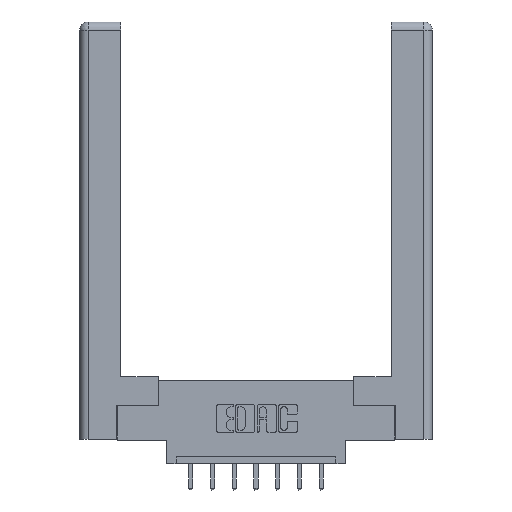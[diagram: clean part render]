
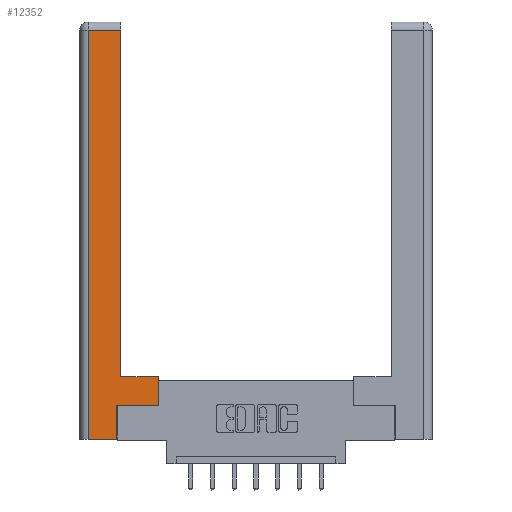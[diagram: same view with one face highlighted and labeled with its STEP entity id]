
A CAD part, top view. The second image highlights one B-rep face of the part: STEP entity #12352.
In plain terms, the highlighted planar face has unit normal (0, 0, 1).
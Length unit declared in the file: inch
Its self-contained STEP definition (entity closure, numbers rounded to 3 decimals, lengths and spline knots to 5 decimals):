
#244 = LINE ( 'NONE', #1546, #1678 ) ;
#280 = CARTESIAN_POINT ( 'NONE',  ( 0.565, 0.45, 0. ) ) ;
#449 = EDGE_CURVE ( 'NONE', #7660, #3832, #7453, .T. ) ;
#518 = ORIENTED_EDGE ( 'NONE', *, *, #12326, .T. ) ;
#717 = PLANE ( 'NONE',  #4154 ) ;
#785 = DIRECTION ( 'NONE',  ( 1., 0., 0. ) ) ;
#944 = CARTESIAN_POINT ( 'NONE',  ( 0.0615, 0., 0. ) ) ;
#1546 = CARTESIAN_POINT ( 'NONE',  ( 0.265, 0.245, 0. ) ) ;
#1678 = VECTOR ( 'NONE', #10294, 39.37008 ) ;
#1707 = EDGE_CURVE ( 'NONE', #5746, #8284, #244, .T. ) ;
#1796 = VECTOR ( 'NONE', #785, 39.37008 ) ;
#2391 = EDGE_CURVE ( 'NONE', #3372, #8739, #3050, .T. ) ;
#2654 = CARTESIAN_POINT ( 'NONE',  ( 0.0615, 2.94, 0. ) ) ;
#2661 = LINE ( 'NONE', #6713, #11646 ) ;
#2748 = VECTOR ( 'NONE', #10625, 39.37008 ) ;
#2753 = ORIENTED_EDGE ( 'NONE', *, *, #449, .T. ) ;
#2772 = CARTESIAN_POINT ( 'NONE',  ( 0., 0., 0. ) ) ;
#3050 = LINE ( 'NONE', #7860, #2748 ) ;
#3372 = VERTEX_POINT ( 'NONE', #3543 ) ;
#3543 = CARTESIAN_POINT ( 'NONE',  ( 0.295, 2.94, 0. ) ) ;
#3698 = CARTESIAN_POINT ( 'NONE',  ( 0.565, 0.245, 0. ) ) ;
#3832 = VERTEX_POINT ( 'NONE', #280 ) ;
#4154 = AXIS2_PLACEMENT_3D ( 'NONE', #2772, #4674, #5654 ) ;
#4474 = CARTESIAN_POINT ( 'NONE',  ( 0.295, 0.45, 0. ) ) ;
#4563 = ORIENTED_EDGE ( 'NONE', *, *, #10028, .T. ) ;
#4674 = DIRECTION ( 'NONE',  ( 0., 0., -1. ) ) ;
#4793 = VECTOR ( 'NONE', #7820, 39.37008 ) ;
#4858 = VECTOR ( 'NONE', #7303, 39.37008 ) ;
#5501 = CARTESIAN_POINT ( 'NONE',  ( 0.295, 0.45, 0. ) ) ;
#5654 = DIRECTION ( 'NONE',  ( -1., 0., 0. ) ) ;
#5689 = VECTOR ( 'NONE', #7614, 39.37008 ) ;
#5746 = VERTEX_POINT ( 'NONE', #8111 ) ;
#6033 = LINE ( 'NONE', #944, #4793 ) ;
#6204 = LINE ( 'NONE', #8480, #1796 ) ;
#6713 = CARTESIAN_POINT ( 'NONE',  ( 0.295, 3., 0. ) ) ;
#6817 = VECTOR ( 'NONE', #11279, 39.37008 ) ;
#7303 = DIRECTION ( 'NONE',  ( 0., 1., 0. ) ) ;
#7453 = LINE ( 'NONE', #9286, #4858 ) ;
#7614 = DIRECTION ( 'NONE',  ( 1., 0., 0. ) ) ;
#7660 = VERTEX_POINT ( 'NONE', #10802 ) ;
#7710 = DIRECTION ( 'NONE',  ( 0., 1., 0. ) ) ;
#7820 = DIRECTION ( 'NONE',  ( 0., -1., 0. ) ) ;
#7860 = CARTESIAN_POINT ( 'NONE',  ( 0.0615, 2.94, 0. ) ) ;
#8111 = CARTESIAN_POINT ( 'NONE',  ( 0.265, 0., 0. ) ) ;
#8284 = VERTEX_POINT ( 'NONE', #9630 ) ;
#8354 = CARTESIAN_POINT ( 'NONE',  ( 0.0615, 0., 0. ) ) ;
#8376 = ORIENTED_EDGE ( 'NONE', *, *, #1707, .T. ) ;
#8480 = CARTESIAN_POINT ( 'NONE',  ( 0.265, 0., 0. ) ) ;
#8739 = VERTEX_POINT ( 'NONE', #2654 ) ;
#9191 = VERTEX_POINT ( 'NONE', #8354 ) ;
#9286 = CARTESIAN_POINT ( 'NONE',  ( 0.565, 0.45, 0. ) ) ;
#9292 = ORIENTED_EDGE ( 'NONE', *, *, #2391, .T. ) ;
#9556 = EDGE_CURVE ( 'NONE', #9191, #5746, #6204, .T. ) ;
#9630 = CARTESIAN_POINT ( 'NONE',  ( 0.265, 0.245, 0. ) ) ;
#9982 = ORIENTED_EDGE ( 'NONE', *, *, #9556, .T. ) ;
#10028 = EDGE_CURVE ( 'NONE', #3832, #11801, #12280, .T. ) ;
#10294 = DIRECTION ( 'NONE',  ( 0., 1., 0. ) ) ;
#10500 = ORIENTED_EDGE ( 'NONE', *, *, #11273, .T. ) ;
#10546 = FACE_OUTER_BOUND ( 'NONE', #12052, .T. ) ;
#10625 = DIRECTION ( 'NONE',  ( -1., 0., 0. ) ) ;
#10802 = CARTESIAN_POINT ( 'NONE',  ( 0.565, 0.245, 0. ) ) ;
#10972 = ORIENTED_EDGE ( 'NONE', *, *, #12188, .T. ) ;
#11273 = EDGE_CURVE ( 'NONE', #8739, #9191, #6033, .T. ) ;
#11279 = DIRECTION ( 'NONE',  ( -1., 0., 0. ) ) ;
#11646 = VECTOR ( 'NONE', #7710, 39.37008 ) ;
#11801 = VERTEX_POINT ( 'NONE', #5501 ) ;
#12052 = EDGE_LOOP ( 'NONE', ( #10972, #9292, #10500, #9982, #8376, #518, #2753, #4563 ) ) ;
#12188 = EDGE_CURVE ( 'NONE', #11801, #3372, #2661, .T. ) ;
#12233 = LINE ( 'NONE', #3698, #5689 ) ;
#12280 = LINE ( 'NONE', #4474, #6817 ) ;
#12326 = EDGE_CURVE ( 'NONE', #8284, #7660, #12233, .T. ) ;
#12352 = ADVANCED_FACE ( 'NONE', ( #10546 ), #717, .F. ) ;
